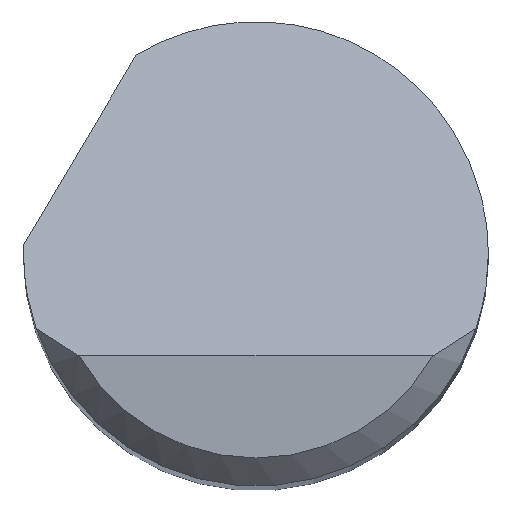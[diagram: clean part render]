
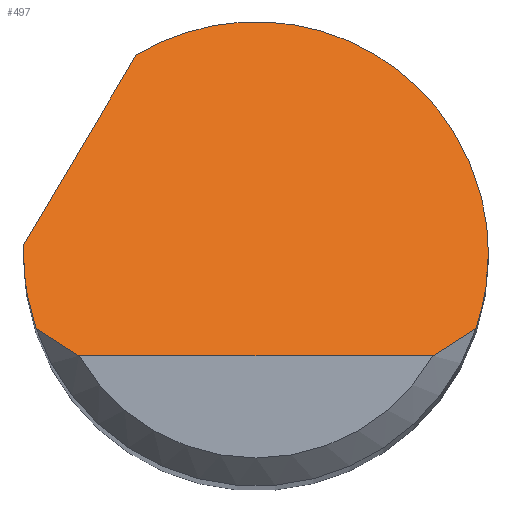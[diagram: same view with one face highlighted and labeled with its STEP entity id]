
A CAD part, top view. The second image highlights one B-rep face of the part: STEP entity #497.
In plain terms, the highlighted planar face has unit normal (0, 0.707, 0.707).
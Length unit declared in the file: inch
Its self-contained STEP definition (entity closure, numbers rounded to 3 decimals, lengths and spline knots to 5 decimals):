
#48 = LINE ( 'NONE', #589, #120 ) ;
#52 = CARTESIAN_POINT ( 'NONE',  ( -0.12497, 0.00333, 1.94167 ) ) ;
#53 = CARTESIAN_POINT ( 'NONE',  ( 0.125, 0.10961, 1.83539 ) ) ;
#56 = FACE_OUTER_BOUND ( 'NONE', #782, .T. ) ;
#86 = EDGE_CURVE ( 'NONE', #97, #641, #543, .T. ) ;
#93 = CARTESIAN_POINT ( 'NONE',  ( 0.09526, -0.055, 2. ) ) ;
#94 = ORIENTED_EDGE ( 'NONE', *, *, #195, .F. ) ;
#97 = VERTEX_POINT ( 'NONE', #93 ) ;
#113 = CARTESIAN_POINT ( 'NONE',  ( 0.125, 0., 1.945 ) ) ;
#118 = VERTEX_POINT ( 'NONE', #329 ) ;
#120 = VECTOR ( 'NONE', #652, 39.37008 ) ;
#130 = CARTESIAN_POINT ( 'NONE',  ( 0.12279, -0.02708, 1.97208 ) ) ;
#191 = CARTESIAN_POINT ( 'NONE',  ( -0.10339, -0.05031, 1.99531 ) ) ;
#195 = EDGE_CURVE ( 'NONE', #506, #341, #616, .T. ) ;
#204 = VERTEX_POINT ( 'NONE', #234 ) ;
#206 = DIRECTION ( 'NONE',  ( 1., 0., 0. ) ) ;
#209 =( BOUNDED_CURVE ( )  B_SPLINE_CURVE ( 3, ( #555, #250, #130, #740 ),
 .UNSPECIFIED., .F., .F. ) 
 B_SPLINE_CURVE_WITH_KNOTS ( ( 4, 4 ),
 ( 1.5708, 1.89653 ),
 .UNSPECIFIED. ) 
 CURVE ( )  GEOMETRIC_REPRESENTATION_ITEM ( )  RATIONAL_B_SPLINE_CURVE ( ( 1., 0.991, 0.991, 1. ) ) 
 REPRESENTATION_ITEM ( '' )  );
#217 = CARTESIAN_POINT ( 'NONE',  ( 0.11843, -0.04, 1.985 ) ) ;
#227 = CARTESIAN_POINT ( 'NONE',  ( -0.1249, 0.005, 1.94 ) ) ;
#234 = CARTESIAN_POINT ( 'NONE',  ( -0.11843, -0.04, 1.985 ) ) ;
#235 = CARTESIAN_POINT ( 'NONE',  ( -0.06437, 0.10715, 1.83785 ) ) ;
#238 = CARTESIAN_POINT ( 'NONE',  ( -0.125, 0.00167, 1.94333 ) ) ;
#239 = DIRECTION ( 'NONE',  ( 0., 0.707, -0.707 ) ) ;
#250 = CARTESIAN_POINT ( 'NONE',  ( 0.125, -0.01363, 1.95863 ) ) ;
#260 = CARTESIAN_POINT ( 'NONE',  ( 0., -0.055, 2. ) ) ;
#263 =( BOUNDED_CURVE ( )  B_SPLINE_CURVE ( 3, ( #594, #238, #52, #227 ),
 .UNSPECIFIED., .F., .T. ) 
 B_SPLINE_CURVE_WITH_KNOTS ( ( 4, 4 ),
 ( 4.71239, 4.7524 ),
 .UNSPECIFIED. ) 
 CURVE ( )  GEOMETRIC_REPRESENTATION_ITEM ( )  RATIONAL_B_SPLINE_CURVE ( ( 1., 1., 1., 1. ) ) 
 REPRESENTATION_ITEM ( '' )  );
#268 = EDGE_CURVE ( 'NONE', #288, #506, #48, .T. ) ;
#288 = VERTEX_POINT ( 'NONE', #764 ) ;
#289 = B_SPLINE_CURVE_WITH_KNOTS ( 'NONE', 3,
 ( #547, #684, #191, #310 ),
 .UNSPECIFIED., .F., .F.,
 ( 4, 4 ),
 ( 0., 0.0008 ),
 .UNSPECIFIED. ) ;
#290 = CARTESIAN_POINT ( 'NONE',  ( 0.125, 0., 1.945 ) ) ;
#292 = CARTESIAN_POINT ( 'NONE',  ( -0.09526, -0.055, 2. ) ) ;
#308 = DIRECTION ( 'NONE',  ( 0., -0.707, -0.707 ) ) ;
#310 = CARTESIAN_POINT ( 'NONE',  ( -0.09526, -0.055, 2. ) ) ;
#316 = CARTESIAN_POINT ( 'NONE',  ( 0.11843, -0.04, 1.985 ) ) ;
#329 = CARTESIAN_POINT ( 'NONE',  ( -0.125, 0., 1.945 ) ) ;
#338 = EDGE_CURVE ( 'NONE', #118, #288, #263, .T. ) ;
#341 = VERTEX_POINT ( 'NONE', #290 ) ;
#350 = AXIS2_PLACEMENT_3D ( 'NONE', #479, #308, #239 ) ;
#363 = ORIENTED_EDGE ( 'NONE', *, *, #691, .F. ) ;
#368 = CARTESIAN_POINT ( 'NONE',  ( -0.11843, -0.04, 1.985 ) ) ;
#384 = ORIENTED_EDGE ( 'NONE', *, *, #268, .F. ) ;
#453 = EDGE_CURVE ( 'NONE', #550, #97, #750, .T. ) ;
#479 = CARTESIAN_POINT ( 'NONE',  ( -0.125, -0.055, 2. ) ) ;
#497 = ADVANCED_FACE ( 'NONE', ( #56 ), #538, .F. ) ;
#506 = VERTEX_POINT ( 'NONE', #235 ) ;
#508 = CARTESIAN_POINT ( 'NONE',  ( 0.10339, -0.05031, 1.99531 ) ) ;
#510 = ORIENTED_EDGE ( 'NONE', *, *, #575, .F. ) ;
#533 =( BOUNDED_CURVE ( )  B_SPLINE_CURVE ( 3, ( #368, #671, #613, #732 ),
 .UNSPECIFIED., .F., .F. ) 
 B_SPLINE_CURVE_WITH_KNOTS ( ( 4, 4 ),
 ( 4.38666, 4.71239 ),
 .UNSPECIFIED. ) 
 CURVE ( )  GEOMETRIC_REPRESENTATION_ITEM ( )  RATIONAL_B_SPLINE_CURVE ( ( 1., 0.991, 0.991, 1. ) ) 
 REPRESENTATION_ITEM ( '' )  );
#538 = PLANE ( 'NONE',  #350 ) ;
#543 = B_SPLINE_CURVE_WITH_KNOTS ( 'NONE', 3,
 ( #566, #508, #560, #217 ),
 .UNSPECIFIED., .F., .F.,
 ( 4, 4 ),
 ( 0., 0.0008 ),
 .UNSPECIFIED. ) ;
#547 = CARTESIAN_POINT ( 'NONE',  ( -0.11843, -0.04, 1.985 ) ) ;
#550 = VERTEX_POINT ( 'NONE', #292 ) ;
#555 = CARTESIAN_POINT ( 'NONE',  ( 0.125, 0., 1.945 ) ) ;
#560 = CARTESIAN_POINT ( 'NONE',  ( 0.11107, -0.04528, 1.99028 ) ) ;
#566 = CARTESIAN_POINT ( 'NONE',  ( 0.09526, -0.055, 2. ) ) ;
#569 = ORIENTED_EDGE ( 'NONE', *, *, #338, .F. ) ;
#575 = EDGE_CURVE ( 'NONE', #341, #641, #209, .T. ) ;
#589 = CARTESIAN_POINT ( 'NONE',  ( -0.15516, -0.04606, 1.99106 ) ) ;
#594 = CARTESIAN_POINT ( 'NONE',  ( -0.125, 0., 1.945 ) ) ;
#603 = ORIENTED_EDGE ( 'NONE', *, *, #730, .T. ) ;
#613 = CARTESIAN_POINT ( 'NONE',  ( -0.125, -0.01363, 1.95863 ) ) ;
#616 =( BOUNDED_CURVE ( )  B_SPLINE_CURVE ( 3, ( #772, #700, #53, #113 ),
 .UNSPECIFIED., .F., .F. ) 
 B_SPLINE_CURVE_WITH_KNOTS ( ( 4, 4 ),
 ( 5.74227, 7.85398 ),
 .UNSPECIFIED. ) 
 CURVE ( )  GEOMETRIC_REPRESENTATION_ITEM ( )  RATIONAL_B_SPLINE_CURVE ( ( 1., 0.662, 0.662, 1. ) ) 
 REPRESENTATION_ITEM ( '' )  );
#641 = VERTEX_POINT ( 'NONE', #316 ) ;
#643 = ORIENTED_EDGE ( 'NONE', *, *, #453, .T. ) ;
#652 = DIRECTION ( 'NONE',  ( 0.386, 0.652, -0.652 ) ) ;
#671 = CARTESIAN_POINT ( 'NONE',  ( -0.12279, -0.02708, 1.97208 ) ) ;
#684 = CARTESIAN_POINT ( 'NONE',  ( -0.11107, -0.04528, 1.99028 ) ) ;
#691 = EDGE_CURVE ( 'NONE', #204, #118, #533, .T. ) ;
#700 = CARTESIAN_POINT ( 'NONE',  ( 0.0296, 0.1636, 1.7814 ) ) ;
#730 = EDGE_CURVE ( 'NONE', #204, #550, #289, .T. ) ;
#732 = CARTESIAN_POINT ( 'NONE',  ( -0.125, 0., 1.945 ) ) ;
#740 = CARTESIAN_POINT ( 'NONE',  ( 0.11843, -0.04, 1.985 ) ) ;
#750 = LINE ( 'NONE', #260, #766 ) ;
#756 = ORIENTED_EDGE ( 'NONE', *, *, #86, .T. ) ;
#764 = CARTESIAN_POINT ( 'NONE',  ( -0.1249, 0.005, 1.94 ) ) ;
#766 = VECTOR ( 'NONE', #206, 39.37008 ) ;
#772 = CARTESIAN_POINT ( 'NONE',  ( -0.06437, 0.10715, 1.83785 ) ) ;
#782 = EDGE_LOOP ( 'NONE', ( #643, #756, #510, #94, #384, #569, #363, #603 ) ) ;
